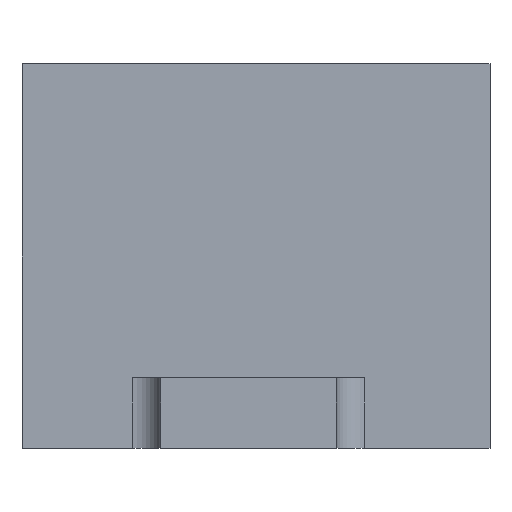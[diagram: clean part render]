
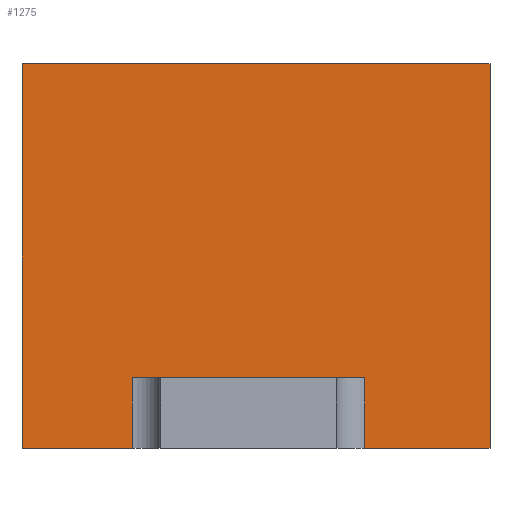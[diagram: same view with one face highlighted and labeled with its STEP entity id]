
A CAD part, front view. The second image highlights one B-rep face of the part: STEP entity #1275.
In plain terms, the highlighted planar face has unit normal (0, -1, 0).
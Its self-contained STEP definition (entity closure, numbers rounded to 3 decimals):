
#83=LINE('',#2159,#175);
#89=LINE('',#2170,#181);
#99=LINE('',#2188,#191);
#104=LINE('',#2205,#196);
#105=LINE('',#2206,#197);
#107=LINE('',#2213,#199);
#109=LINE('',#2218,#201);
#110=LINE('',#2219,#202);
#175=VECTOR('',#1780,54.633);
#181=VECTOR('',#1788,54.633);
#191=VECTOR('',#1804,66.5);
#196=VECTOR('',#1825,15.685);
#197=VECTOR('',#1826,17.815);
#199=VECTOR('',#1832,33.);
#201=VECTOR('',#1838,10.);
#202=VECTOR('',#1839,10.);
#326=FACE_OUTER_BOUND('',#424,.T.);
#424=EDGE_LOOP('',(#1160,#1161,#1162,#1163,#1164,#1165,#1166,#1167));
#628=VERTEX_POINT('',#2156);
#629=VERTEX_POINT('',#2158);
#632=VERTEX_POINT('',#2167);
#633=VERTEX_POINT('',#2169);
#639=VERTEX_POINT('',#2197);
#642=VERTEX_POINT('',#2203);
#644=VERTEX_POINT('',#2210);
#645=VERTEX_POINT('',#2212);
#792=EDGE_CURVE('',#629,#628,#83,.T.);
#798=EDGE_CURVE('',#632,#633,#89,.T.);
#808=EDGE_CURVE('',#632,#629,#99,.T.);
#815=EDGE_CURVE('',#642,#628,#104,.T.);
#816=EDGE_CURVE('',#633,#639,#105,.T.);
#819=EDGE_CURVE('',#644,#645,#107,.T.);
#822=EDGE_CURVE('',#642,#645,#109,.T.);
#823=EDGE_CURVE('',#639,#644,#110,.T.);
#1160=ORIENTED_EDGE('',*,*,#798,.F.);
#1161=ORIENTED_EDGE('',*,*,#808,.T.);
#1162=ORIENTED_EDGE('',*,*,#792,.T.);
#1163=ORIENTED_EDGE('',*,*,#815,.F.);
#1164=ORIENTED_EDGE('',*,*,#822,.T.);
#1165=ORIENTED_EDGE('',*,*,#819,.F.);
#1166=ORIENTED_EDGE('',*,*,#823,.F.);
#1167=ORIENTED_EDGE('',*,*,#816,.F.);
#1212=PLANE('',#1447);
#1275=ADVANCED_FACE('',(#326),#1212,.F.);
#1447=AXIS2_PLACEMENT_3D('',#2217,#1836,#1837);
#1780=DIRECTION('',(0.,0.,-1.));
#1788=DIRECTION('',(0.,0.,-1.));
#1804=DIRECTION('',(-1.,0.,0.));
#1825=DIRECTION('',(-1.,0.,0.));
#1826=DIRECTION('',(-1.,0.,0.));
#1832=DIRECTION('',(-1.,0.,0.));
#1836=DIRECTION('center_axis',(0.,1.,0.));
#1837=DIRECTION('ref_axis',(0.,0.,1.));
#1838=DIRECTION('',(0.,0.,1.));
#1839=DIRECTION('',(0.,0.,1.));
#2156=CARTESIAN_POINT('',(-36.5,3.216,-2.883));
#2158=CARTESIAN_POINT('',(-36.5,3.216,51.75));
#2159=CARTESIAN_POINT('',(-36.5,3.216,51.75));
#2167=CARTESIAN_POINT('',(30.,3.216,51.75));
#2169=CARTESIAN_POINT('',(30.,3.216,-2.883));
#2170=CARTESIAN_POINT('',(30.,3.216,51.75));
#2188=CARTESIAN_POINT('',(30.,3.216,51.75));
#2197=CARTESIAN_POINT('',(12.185,3.216,-2.883));
#2203=CARTESIAN_POINT('',(-20.815,3.216,-2.883));
#2205=CARTESIAN_POINT('',(-20.815,3.216,-2.883));
#2206=CARTESIAN_POINT('',(30.,3.216,-2.883));
#2210=CARTESIAN_POINT('',(12.185,3.216,7.117));
#2212=CARTESIAN_POINT('',(-20.815,3.216,7.117));
#2213=CARTESIAN_POINT('',(12.185,3.216,7.117));
#2217=CARTESIAN_POINT('Origin',(30.,3.216,7.117));
#2218=CARTESIAN_POINT('',(-20.815,3.216,-2.883));
#2219=CARTESIAN_POINT('',(12.185,3.216,-2.883));
